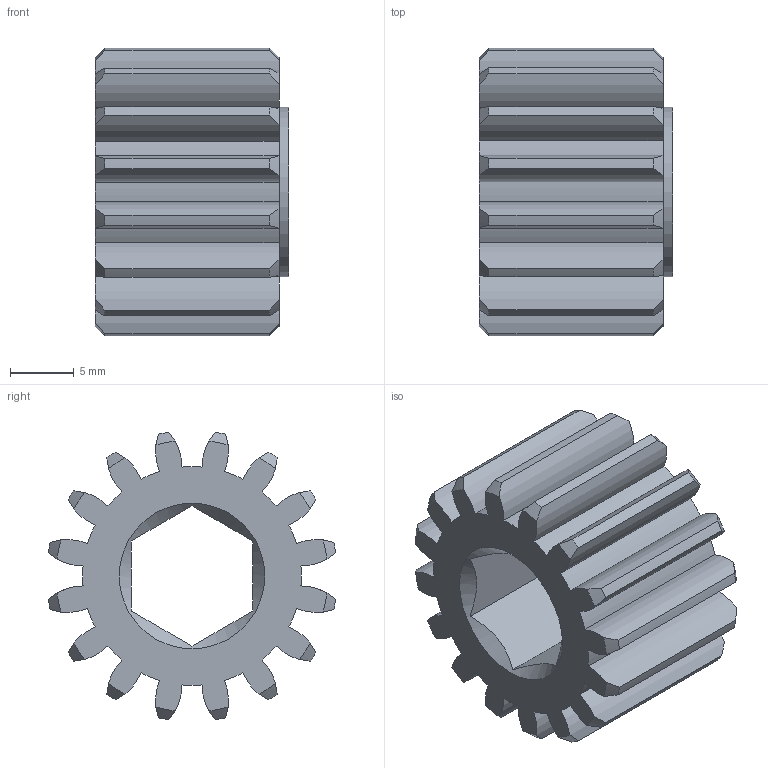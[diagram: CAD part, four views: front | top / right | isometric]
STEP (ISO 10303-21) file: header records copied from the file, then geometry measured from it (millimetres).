
FILE_DESCRIPTION (( 'STEP AP214' ), '1' );
FILE_NAME ('am-0747 16T 20DP 14.5PA 375IN HEX BORE GEAR REV2.STEP', '2021-07-12T13:29:27', ( '' ), ( '' ), 'SwSTEP 2.0', 'SolidWorks 2021', '' );
FILE_SCHEMA (( 'AUTOMOTIVE_DESIGN' ));
Length unit declared in the file: inch
Products named in the file (1): am-0747 16T 20DP 14.5PA 375IN HEX BORE GEAR REV2
Bounding box: 15.19 x 22.57 x 22.57 mm (x, y, z)
Volume: 3333.1 mm3; surface area: 2869.4 mm2
Topology: 1 solids, 1 shells, 108 faces, 316 edges, 211 vertices
Faces by surface type: cylinder 65, cone 34, plane 9
Full cylindrical faces by diameter (mm): 13.335 x1
Entity records: 3856 total; most frequent: CARTESIAN_POINT 947, ORIENTED_EDGE 624, DIRECTION 618, EDGE_CURVE 312, AXIS2_PLACEMENT_3D 273, VERTEX_POINT 210, CIRCLE 164, EDGE_LOOP 114
